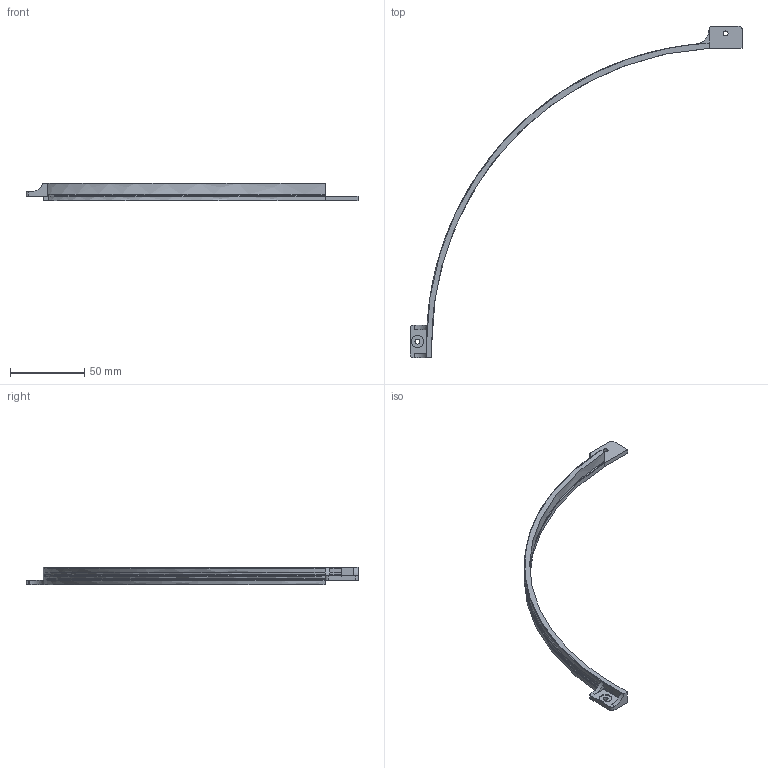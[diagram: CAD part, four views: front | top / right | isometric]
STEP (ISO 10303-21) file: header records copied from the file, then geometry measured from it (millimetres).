
FILE_DESCRIPTION(/* description */ (''),/* implementation_level */ '2;1');
FILE_NAME(/* name */ '4_cup_ring_piece',/* time_stamp */ '2025-06-03T14:39:59+02:00',/* author */ (''),/* organization */ (''),/* preprocessor_version */ 'ST-DEVELOPER v19.2',/* originating_system */ 'Rhino 8.11',/* authorisation */ '');
FILE_SCHEMA (('CONFIG_CONTROL_DESIGN'));
Length unit declared in the file: millimetre
Products named in the file (1): Document
Bounding box: 223.19 x 223.19 x 12 mm (x, y, z)
Volume: 14755.1 mm3; surface area: 11150.2 mm2
Topology: 1 solids, 1 shells, 50 faces, 138 edges, 90 vertices
Faces by surface type: bspline 50
Entity records: 5532 total; most frequent: CARTESIAN_POINT 3631, B_SPLINE_CURVE_WITH_KNOTS 346, ORIENTED_EDGE 274, PCURVE 274, DEFINITIONAL_REPRESENTATION 274, SURFACE_CURVE 137, EDGE_CURVE 137, VERTEX_POINT 90
